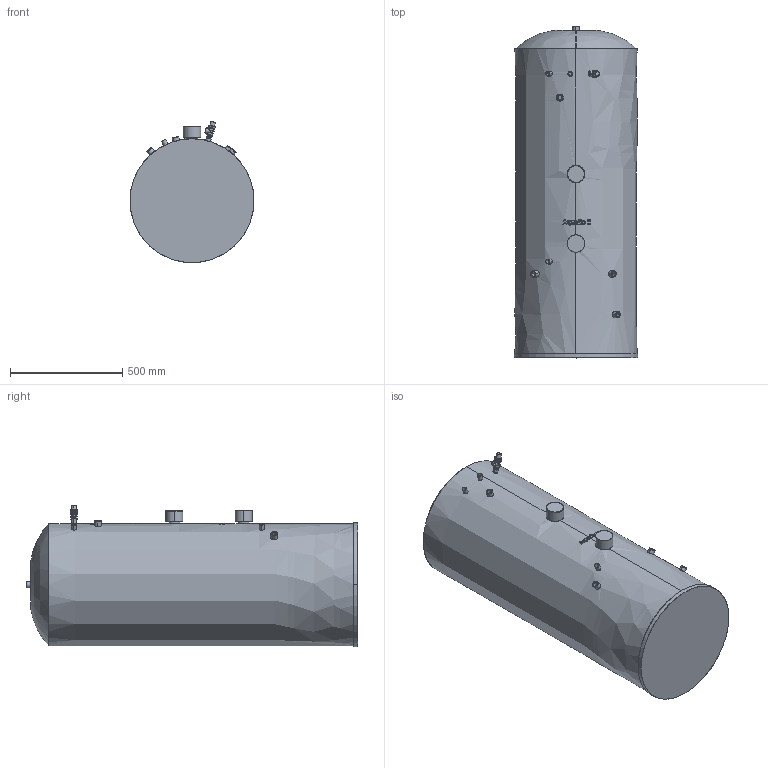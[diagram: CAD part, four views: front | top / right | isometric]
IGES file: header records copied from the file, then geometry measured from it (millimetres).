
Start section: SolidWorks IGES file using analytic representation for surfaces
Global section: file name: IGSAF6210.IGS; native system: SolidWorks 2016; preprocessor: SolidWorks 2016; author: malcolmt; date: 160224.095811; units: millimetre
Bounding box: 552.46 x 1479.5 x 630.23 mm (x, y, z)
Surface area: 2947370.9 mm2 (no closed solid volume)
Topology: 0 solids, 0 shells, 285 faces, 5689 edges, 5687 vertices
Faces by surface type: bspline 171, revolution 114
